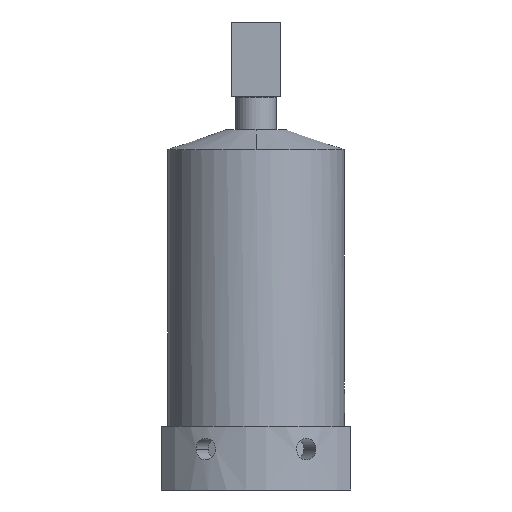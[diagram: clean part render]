
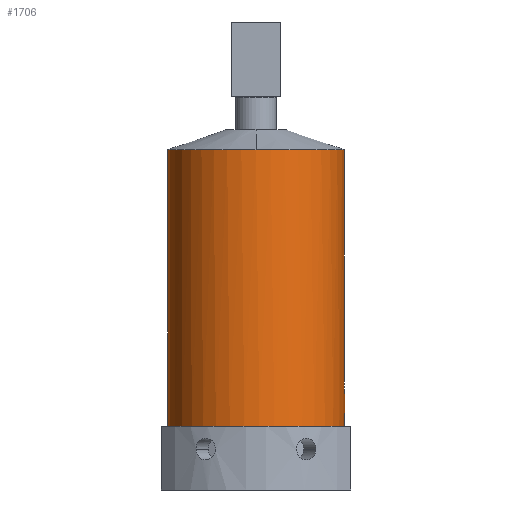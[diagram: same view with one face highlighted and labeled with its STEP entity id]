
A CAD part, left-side view. The second image highlights one B-rep face of the part: STEP entity #1706.
In plain terms, the highlighted cylindrical face has radius 34.163 mm (diameter 68.326 mm), a partial arc.
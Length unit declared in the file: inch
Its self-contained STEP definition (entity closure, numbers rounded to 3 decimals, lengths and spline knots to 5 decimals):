
#170=CARTESIAN_POINT('',(0.,0.,5.17));
#171=DIRECTION('',(0.,0.,1.));
#172=DIRECTION('',(-1.,0.,0.));
#173=AXIS2_PLACEMENT_3D('',#170,#171,#172);
#178=CARTESIAN_POINT('',(0.,0.,5.17));
#179=DIRECTION('',(0.,0.,1.));
#180=DIRECTION('',(0.077,-0.997,0.));
#181=AXIS2_PLACEMENT_3D('',#178,#179,#180);
#186=DIRECTION('',(0.,0.,1.));
#187=VECTOR('',#186,3.48892);
#188=CARTESIAN_POINT('',(0.104,-1.34097,1.68108));
#189=LINE('',#188,#187);
#200=CARTESIAN_POINT('',(0.104,-1.34097,5.17));
#210=CARTESIAN_POINT('',(0.,0.,0.97));
#211=DIRECTION('',(0.,0.,-1.));
#212=DIRECTION('',(0.077,0.997,0.));
#213=AXIS2_PLACEMENT_3D('',#210,#211,#212);
#644=CARTESIAN_POINT('',(-0.104,1.34097,5.17));
#654=DIRECTION('',(0.,0.,1.));
#655=VECTOR('',#654,4.2);
#656=CARTESIAN_POINT('',(-0.104,1.34097,0.97));
#657=LINE('',#656,#655);
#677=DIRECTION('',(0.,0.,1.));
#678=VECTOR('',#677,4.2);
#679=CARTESIAN_POINT('',(0.104,1.34097,0.97));
#680=LINE('',#679,#678);
#689=CARTESIAN_POINT('',(0.104,1.34097,5.17));
#708=CARTESIAN_POINT('',(0.,0.,5.17));
#709=DIRECTION('',(0.,0.,1.));
#710=DIRECTION('',(1.,0.,0.));
#711=AXIS2_PLACEMENT_3D('',#708,#709,#710);
#730=CARTESIAN_POINT('',(0.,0.,5.17));
#731=DIRECTION('',(0.,0.,1.));
#732=DIRECTION('',(-0.077,0.997,0.));
#733=AXIS2_PLACEMENT_3D('',#730,#731,#732);
#951=DIRECTION('',(0.,0.,1.));
#952=VECTOR('',#951,3.48892);
#953=CARTESIAN_POINT('',(-0.104,-1.34097,1.68108));
#954=LINE('',#953,#952);
#963=CARTESIAN_POINT('',(-0.104,-1.34097,5.17));
#1015=CARTESIAN_POINT('',(0.104,-1.34097,1.68108));
#1016=CARTESIAN_POINT('',(0.10965,-1.34053,
1.67424));
#1017=CARTESIAN_POINT('',(0.1196,-1.33969,
1.65948));
#1018=CARTESIAN_POINT('',(0.12989,-1.33872,
1.63486));
#1019=CARTESIAN_POINT('',(0.13517,-1.33819,
1.60875));
#1020=CARTESIAN_POINT('',(0.13526,-1.33818,
1.58213));
#1021=CARTESIAN_POINT('',(0.13015,-1.3387,
1.55598));
#1022=CARTESIAN_POINT('',(0.12001,-1.33965,
1.53129));
#1023=CARTESIAN_POINT('',(0.10522,-1.34091,
1.50903));
#1024=CARTESIAN_POINT('',(0.08634,-1.34228,
1.49008));
#1025=CARTESIAN_POINT('',(0.06413,-1.34354,
1.47521));
#1026=CARTESIAN_POINT('',(0.03947,-1.3445,
1.46499));
#1027=CARTESIAN_POINT('',(0.01334,-1.34502,
1.45979));
#1028=CARTESIAN_POINT('',(-0.01329,-1.34502,
1.45978));
#1029=CARTESIAN_POINT('',(-0.03943,-1.3445,
1.46497));
#1030=CARTESIAN_POINT('',(-0.06408,-1.34354,
1.47519));
#1031=CARTESIAN_POINT('',(-0.0863,-1.34228,
1.49005));
#1032=CARTESIAN_POINT('',(-0.10519,-1.34092,
1.50899));
#1033=CARTESIAN_POINT('',(-0.11999,-1.33966,
1.53125));
#1034=CARTESIAN_POINT('',(-0.13013,-1.3387,
1.55593));
#1035=CARTESIAN_POINT('',(-0.13525,-1.33818,
1.58208));
#1036=CARTESIAN_POINT('',(-0.13518,-1.33819,
1.60871));
#1037=CARTESIAN_POINT('',(-0.1299,-1.33872,
1.63483));
#1038=CARTESIAN_POINT('',(-0.11961,-1.33969,
1.65946));
#1039=CARTESIAN_POINT('',(-0.10966,-1.34053,
1.67424));
#1040=CARTESIAN_POINT('',(-0.104,-1.34097,1.68108));
#1407=CARTESIAN_POINT('',(-1.345,0.,5.17));
#1408=VERTEX_POINT('',#1407);
#1409=CARTESIAN_POINT('',(1.345,0.,5.17));
#1410=VERTEX_POINT('',#1409);
#1479=VERTEX_POINT('',#200);
#1486=VERTEX_POINT('',#963);
#1491=CARTESIAN_POINT('',(0.104,-1.34097,1.68108));
#1492=VERTEX_POINT('',#1491);
#1501=CARTESIAN_POINT('',(-0.104,-1.34097,1.68108));
#1502=VERTEX_POINT('',#1501);
#1504=CARTESIAN_POINT('',(-0.104,1.34097,0.97));
#1506=VERTEX_POINT('',#1504);
#1508=CARTESIAN_POINT('',(0.104,1.34097,0.97));
#1510=VERTEX_POINT('',#1508);
#1511=VERTEX_POINT('',#644);
#1518=VERTEX_POINT('',#689);
#1682=CARTESIAN_POINT('',(0.,0.,5.47));
#1683=DIRECTION('',(0.,0.,1.));
#1684=DIRECTION('',(1.,0.,0.));
#1685=AXIS2_PLACEMENT_3D('',#1682,#1683,#1684);
#1686=CYLINDRICAL_SURFACE('',#1685,1.345);
#1688=ORIENTED_EDGE('',*,*,#1687,.T.);
#1690=ORIENTED_EDGE('',*,*,#1689,.T.);
#1692=ORIENTED_EDGE('',*,*,#1691,.T.);
#1693=ORIENTED_EDGE('',*,*,#1655,.T.);
#1695=ORIENTED_EDGE('',*,*,#1694,.F.);
#1697=ORIENTED_EDGE('',*,*,#1696,.F.);
#1698=ORIENTED_EDGE('',*,*,#1672,.T.);
#1699=ORIENTED_EDGE('',*,*,#1662,.T.);
#1701=ORIENTED_EDGE('',*,*,#1700,.T.);
#1703=ORIENTED_EDGE('',*,*,#1702,.F.);
#1704=EDGE_LOOP('',(#1688,#1690,#1692,#1693,#1695,#1697,#1698,#1699,#1701,
#1703));
#1705=FACE_OUTER_BOUND('',#1704,.F.);
#1706=ADVANCED_FACE('',(#1705),#1686,.T.);
#174=CIRCLE('',#173,1.345);
#182=CIRCLE('',#181,1.345);
#214=CIRCLE('',#213,1.345);
#712=CIRCLE('',#711,1.345);
#734=CIRCLE('',#733,1.345);
#1041=B_SPLINE_CURVE_WITH_KNOTS('',3,(#1015,#1016,#1017,#1018,#1019,#1020,#1021,
#1022,#1023,#1024,#1025,#1026,#1027,#1028,#1029,#1030,#1031,#1032,#1033,#1034,
#1035,#1036,#1037,#1038,#1039,#1040),.UNSPECIFIED.,.F.,.F.,(4,1,1,1,1,1,1,1,1,1,
1,1,1,1,1,1,1,1,1,1,1,1,1,4),(0.,0.04348,0.08696,
0.13043,0.17391,0.21739,0.26087,
0.30435,0.34783,0.3913,0.43478,
0.47826,0.52174,0.56522,0.6087,
0.65217,0.69565,0.73913,0.78261,
0.82609,0.86957,0.91304,0.95652,1.),
.UNSPECIFIED.);
#1655=EDGE_CURVE('',#1408,#1486,#174,.T.);
#1662=EDGE_CURVE('',#1479,#1410,#182,.T.);
#1672=EDGE_CURVE('',#1492,#1479,#189,.T.);
#1687=EDGE_CURVE('',#1510,#1506,#214,.T.);
#1689=EDGE_CURVE('',#1506,#1511,#657,.T.);
#1691=EDGE_CURVE('',#1511,#1408,#734,.T.);
#1694=EDGE_CURVE('',#1502,#1486,#954,.T.);
#1696=EDGE_CURVE('',#1492,#1502,#1041,.T.);
#1700=EDGE_CURVE('',#1410,#1518,#712,.T.);
#1702=EDGE_CURVE('',#1510,#1518,#680,.T.);
